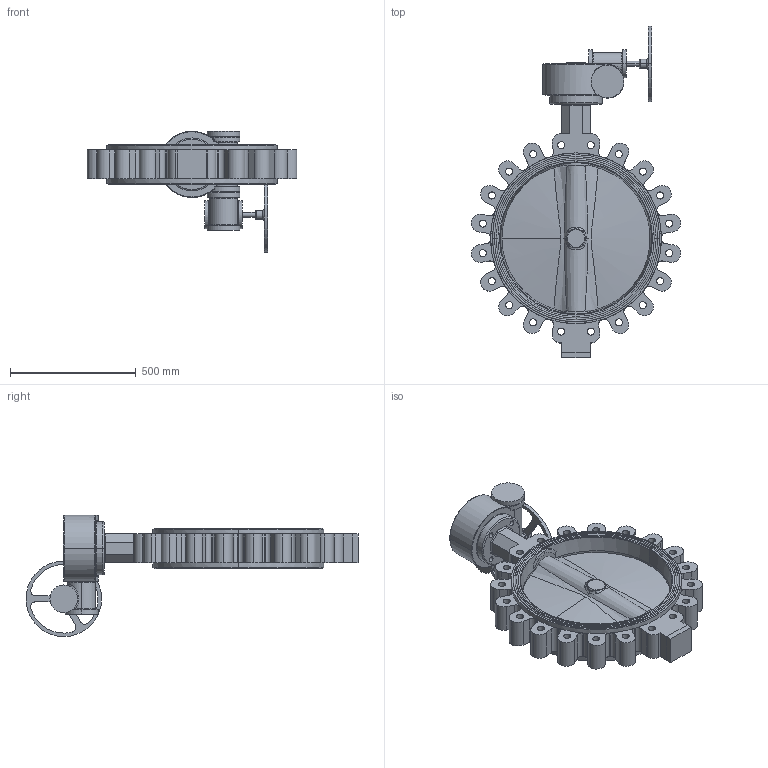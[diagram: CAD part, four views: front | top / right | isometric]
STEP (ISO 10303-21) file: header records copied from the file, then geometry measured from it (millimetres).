
FILE_DESCRIPTION (( 'STEP AP214' ), '1' );
FILE_NAME ('NS-2400-LUG-GEAR.STEP', '2019-08-22T20:45:27', ( '' ), ( '' ), 'SwSTEP 2.0', 'SolidWorks 2019', '' );
FILE_SCHEMA (( 'AUTOMOTIVE_DESIGN' ));
Length unit declared in the file: inch
Products named in the file (1): NS-2400-LUG-GEAR
Bounding box: 830.51 x 1317.62 x 481 mm (x, y, z)
Surface area: 2664795.3 mm2 (no closed solid volume)
Topology: 0 solids, 6 shells, 456 faces, 1256 edges, 829 vertices
Faces by surface type: cylinder 210, plane 135, bspline 60, torus 29, cone 22
Entity records: 32591 total; most frequent: CARTESIAN_POINT 15129, DIRECTION 2421, ORIENTED_EDGE 2388, EDGE_CURVE 1255, AXIS2_PLACEMENT_3D 991, VERTEX_POINT 829, CIRCLE 594, EDGE_LOOP 550
